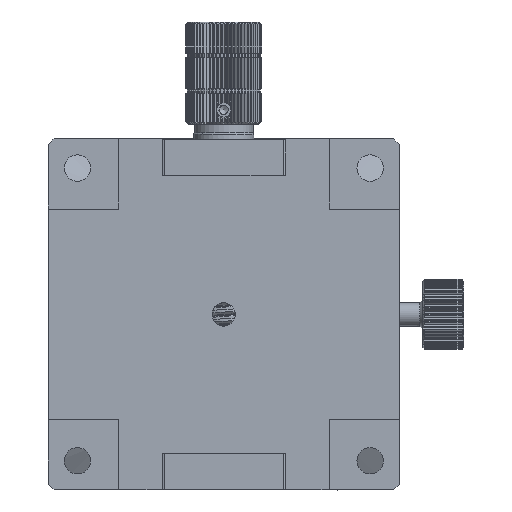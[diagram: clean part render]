
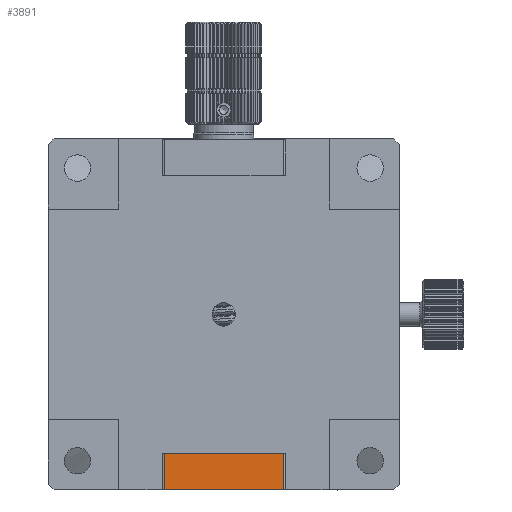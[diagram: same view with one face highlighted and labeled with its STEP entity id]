
A CAD part, front view. The second image highlights one B-rep face of the part: STEP entity #3891.
In plain terms, the highlighted planar face has unit normal (0, -1, 0).
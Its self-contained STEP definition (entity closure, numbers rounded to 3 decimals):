
#33 = LINE ( 'NONE', #30654, #63493 ) ;
#127 = DIRECTION ( 'NONE',  ( 0., 0., 1. ) ) ;
#1426 = VERTEX_POINT ( 'NONE', #49686 ) ;
#3568 = CARTESIAN_POINT ( 'NONE',  ( 60.558, 36.837, 20.279 ) ) ;
#3891 = ADVANCED_FACE ( 'NONE', ( #60067 ), #65892, .F. ) ;
#8510 = LINE ( 'NONE', #46386, #62756 ) ;
#12143 = EDGE_CURVE ( 'NONE', #17912, #1426, #13192, .T. ) ;
#12881 = CARTESIAN_POINT ( 'NONE',  ( 60.558, 36.837, 26.479 ) ) ;
#13192 = LINE ( 'NONE', #3568, #32754 ) ;
#17705 = DIRECTION ( 'NONE',  ( 0., 1., 0. ) ) ;
#17912 = VERTEX_POINT ( 'NONE', #67330 ) ;
#19057 = DIRECTION ( 'NONE',  ( -1., 0., 0. ) ) ;
#20756 = LINE ( 'NONE', #21775, #46589 ) ;
#21368 = VERTEX_POINT ( 'NONE', #61933 ) ;
#21775 = CARTESIAN_POINT ( 'NONE',  ( 39.858, 36.837, 26.479 ) ) ;
#23596 = EDGE_CURVE ( 'NONE', #17912, #65437, #20756, .T. ) ;
#24672 = DIRECTION ( 'NONE',  ( 1., 0., 0. ) ) ;
#30654 = CARTESIAN_POINT ( 'NONE',  ( 60.258, 36.837, 26.479 ) ) ;
#32754 = VECTOR ( 'NONE', #50076, 1000. ) ;
#41692 = DIRECTION ( 'NONE',  ( 0., 0., -1. ) ) ;
#46386 = CARTESIAN_POINT ( 'NONE',  ( 60.558, 36.837, 26.479 ) ) ;
#46589 = VECTOR ( 'NONE', #127, 1000. ) ;
#49686 = CARTESIAN_POINT ( 'NONE',  ( 60.258, 36.837, 20.279 ) ) ;
#50076 = DIRECTION ( 'NONE',  ( 1., 0., 0. ) ) ;
#50827 = ORIENTED_EDGE ( 'NONE', *, *, #59348, .F. ) ;
#52961 = EDGE_LOOP ( 'NONE', ( #54168, #50827, #67825, #67605 ) ) ;
#54168 = ORIENTED_EDGE ( 'NONE', *, *, #61948, .F. ) ;
#54854 = CARTESIAN_POINT ( 'NONE',  ( 39.858, 36.837, 26.479 ) ) ;
#56393 = AXIS2_PLACEMENT_3D ( 'NONE', #12881, #17705, #19057 ) ;
#59348 = EDGE_CURVE ( 'NONE', #65437, #21368, #8510, .T. ) ;
#60067 = FACE_OUTER_BOUND ( 'NONE', #52961, .T. ) ;
#61933 = CARTESIAN_POINT ( 'NONE',  ( 60.258, 36.837, 26.479 ) ) ;
#61948 = EDGE_CURVE ( 'NONE', #21368, #1426, #33, .T. ) ;
#62756 = VECTOR ( 'NONE', #24672, 1000. ) ;
#63493 = VECTOR ( 'NONE', #41692, 1000. ) ;
#65437 = VERTEX_POINT ( 'NONE', #54854 ) ;
#65892 = PLANE ( 'NONE',  #56393 ) ;
#67330 = CARTESIAN_POINT ( 'NONE',  ( 39.858, 36.837, 20.279 ) ) ;
#67605 = ORIENTED_EDGE ( 'NONE', *, *, #12143, .T. ) ;
#67825 = ORIENTED_EDGE ( 'NONE', *, *, #23596, .F. ) ;
